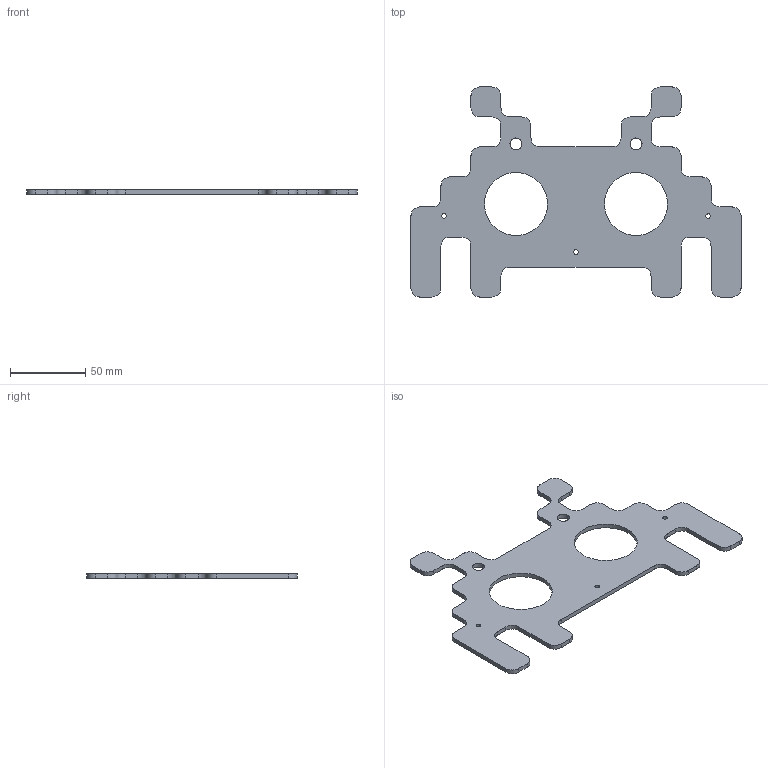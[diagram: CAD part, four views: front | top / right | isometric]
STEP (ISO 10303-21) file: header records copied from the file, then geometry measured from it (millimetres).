
FILE_DESCRIPTION(/* description */ (''),/* implementation_level */ '2;1');
FILE_NAME(/* name */ 'invader-face',/* time_stamp */ '2017-05-16T14:44:52+02:00',/* author */ (''),/* organization */ (''),/* preprocessor_version */ 'ST-DEVELOPER v15',/* originating_system */ '',/* authorisation */ '');
FILE_SCHEMA (('AUTOMOTIVE_DESIGN'));
Length unit declared in the file: millimetre
Products named in the file (1): Document
Bounding box: 220 x 140 x 3 mm (x, y, z)
Volume: 44011.9 mm3; surface area: 33313.5 mm2
Topology: 1 solids, 1 shells, 96 faces, 282 edges, 188 vertices
Faces by surface type: bspline 54, plane 42
Entity records: 2969 total; most frequent: CARTESIAN_POINT 1340, ORIENTED_EDGE 564, EDGE_CURVE 282, VERTEX_POINT 188, B_SPLINE_CURVE_WITH_KNOTS 119, EDGE_LOOP 110, ADVANCED_FACE 96, FACE_OUTER_BOUND 96
